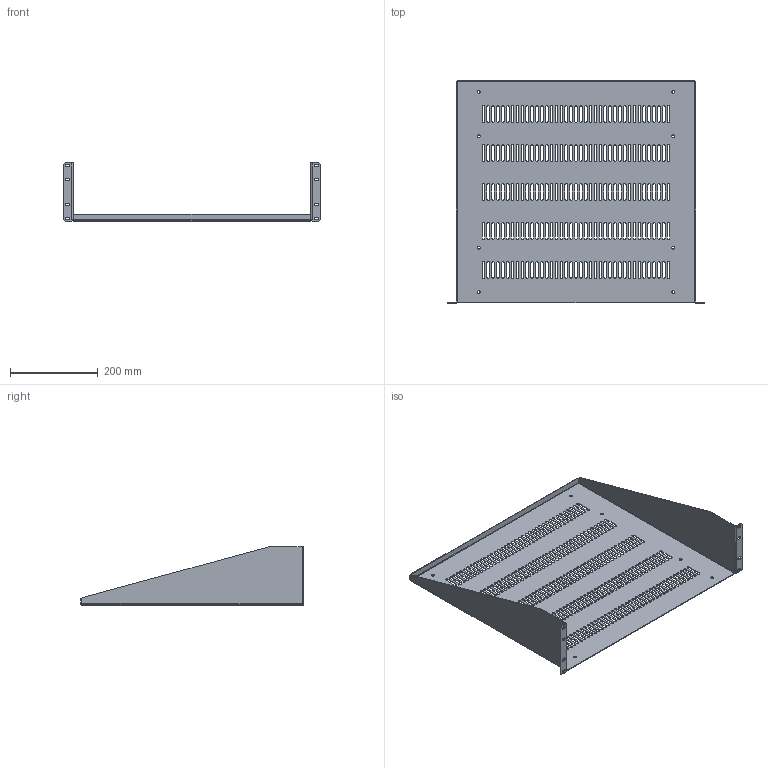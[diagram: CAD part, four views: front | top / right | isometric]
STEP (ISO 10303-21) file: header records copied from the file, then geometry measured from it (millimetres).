
FILE_DESCRIPTION (( 'STEP AP203' ), '1' );
FILE_NAME ('RASV230520BK1.step', '2020-11-12T15:56:12', ( 'ADC123' ), ( 'Microsoft' ), 'SwSTEP 2.0', 'SolidWorks 2019', '' );
FILE_SCHEMA (( 'CONFIG_CONTROL_DESIGN' ));
Length unit declared in the file: inch
Products named in the file (1): RASV230520BK1
Bounding box: 584.35 x 508 x 132.54 mm (x, y, z)
Volume: 597856.7 mm3; surface area: 688747.8 mm2
Topology: 1 solids, 1 shells, 884 faces, 2622 edges, 1740 vertices
Faces by surface type: plane 446, cylinder 434, bspline 4
Full cylindrical faces by diameter (mm): 6.35 x8
Entity records: 30901 total; most frequent: CARTESIAN_POINT 5543, ORIENTED_EDGE 5228, DIRECTION 5216, EDGE_CURVE 2614, AXIS2_PLACEMENT_3D 1741, VERTEX_POINT 1740, LINE 1734, VECTOR 1734
